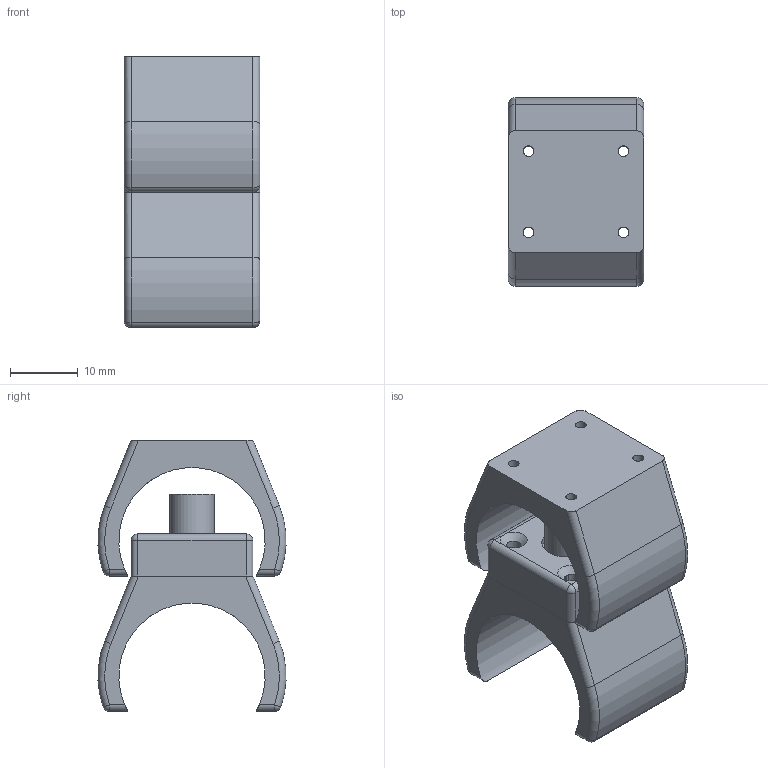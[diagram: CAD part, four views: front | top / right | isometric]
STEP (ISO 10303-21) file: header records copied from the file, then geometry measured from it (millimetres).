
FILE_DESCRIPTION( ( 'Unknown' ), '1' );
FILE_NAME( '990105-30_S00463_R0.stp', 'Unknown', ( 'Unknown' ), ( 'Unknown' ), 'PSStep 10.1', 'Unknown', ' ' );
FILE_SCHEMA( ( 'AUTOMOTIVE_DESIGN { 1 0 10303 214 1 1 1 1 }' ) );
Length unit declared in the file: millimetre
Products named in the file (4): Assem1; S00464_R0; SMD_Schalter_RA3ESH9-12; S00248_R3_FS_Sockel_ PPD
Bounding box: 20 x 27.75 x 40 mm (x, y, z)
Volume: 12018.5 mm3; surface area: 9485.9 mm2
Topology: 6 solids, 6 shells, 198 faces, 528 edges, 316 vertices
Faces by surface type: plane 94, cylinder 72, sphere 16, torus 8, cone 8
Full cylindrical faces by diameter (mm): 1.567 x8, 2.1 x8, 6.5 x2, 7.3 x2
Entity records: 3879 total; most frequent: CARTESIAN_POINT 639, DIRECTION 514, ORIENTED_EDGE 468, EDGE_CURVE 234, AXIS2_PLACEMENT_3D 185, VERTEX_POINT 150, LINE 144, VECTOR 144
